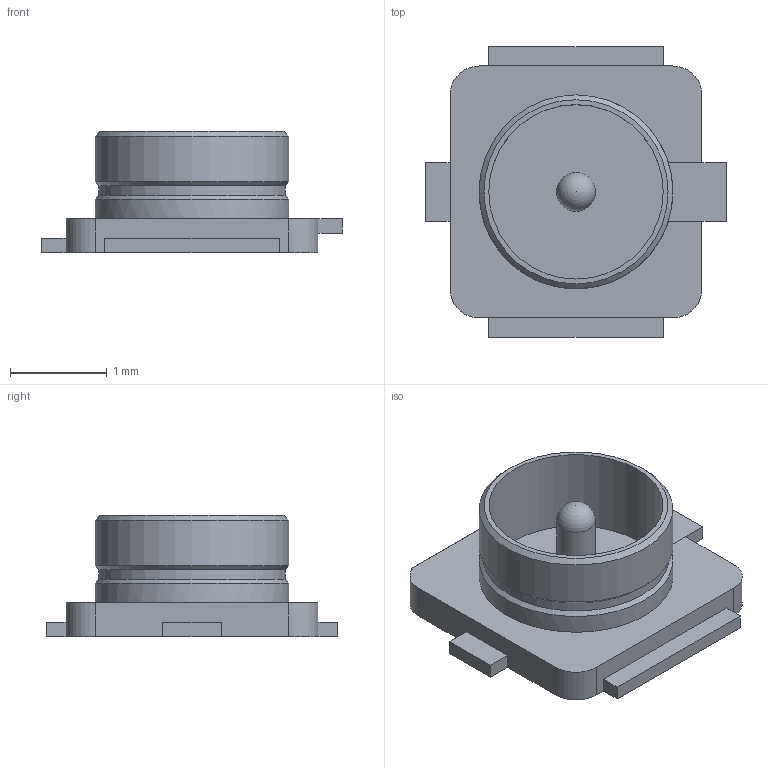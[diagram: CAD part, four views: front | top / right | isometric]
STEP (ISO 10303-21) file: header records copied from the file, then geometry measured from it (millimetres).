
FILE_DESCRIPTION(('FreeCAD Model'),'2;1');
FILE_NAME('U.FL_Hirose_U.FL-R-SMT-1_Vertical.step','2017-11-24T17:15:48',('kicad StepUp'),('ksu MCAD'), 'Open CASCADE STEP processor 7.1','FreeCAD','Unknown');
FILE_SCHEMA(('AUTOMOTIVE_DESIGN { 1 0 10303 214 1 1 1 1 }'));
Length unit declared in the file: millimetre
Products named in the file (1): U.FL_Hirose_U.FL-R-SMT-1_Vertical
Bounding box: 3.1 x 3 x 1.25 mm (x, y, z)
Volume: 3.1 mm3; surface area: 30.9 mm2
Topology: 1 solids, 1 shells, 46 faces, 117 edges, 74 vertices
Faces by surface type: plane 33, cylinder 9, cone 3, sphere 1
Full cylindrical faces by diameter (mm): 0.4 x1, 1.8 x1, 1.92 x1, 2 x2
Entity records: 945 total; most frequent: ORIENTED_EDGE 196, CARTESIAN_POINT 120, EDGE_CURVE 116, VERTEX_POINT 74, LINE 71, AXIS2_PLACEMENT_3D 54, FACE_BOUND 48, EDGE_LOOP 48
